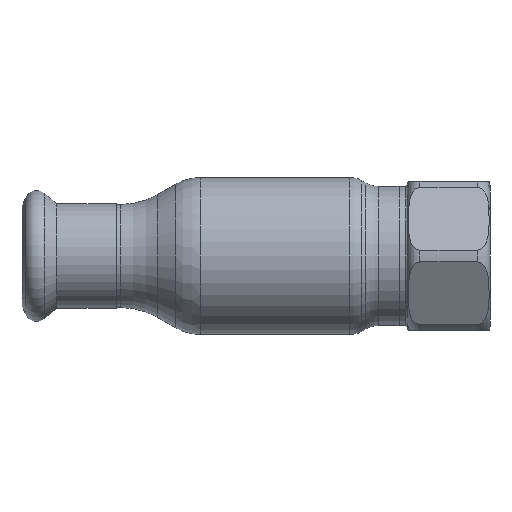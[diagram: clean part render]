
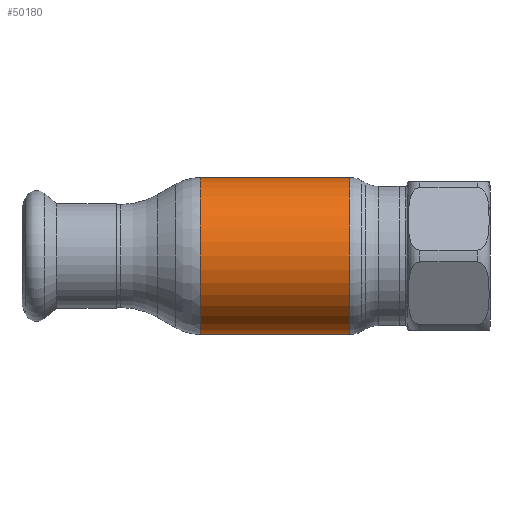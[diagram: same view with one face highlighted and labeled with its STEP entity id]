
A CAD part, front view. The second image highlights one B-rep face of the part: STEP entity #50180.
In plain terms, the highlighted cylindrical face has radius 19 mm (diameter 38 mm), a partial arc.
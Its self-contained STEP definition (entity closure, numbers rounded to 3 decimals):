
#1009 = AXIS2_PLACEMENT_3D ( 'NONE', #6133, #37253, #19684 ) ;
#2345 = DIRECTION ( 'NONE',  ( -1., 0., 0. ) ) ;
#3656 = EDGE_CURVE ( 'NONE', #7290, #39960, #5617, .T. ) ;
#3966 = VECTOR ( 'NONE', #9481, 1000. ) ;
#4100 = CARTESIAN_POINT ( 'NONE',  ( -18.035, 0., -19. ) ) ;
#4775 = CARTESIAN_POINT ( 'NONE',  ( 18.035, 0., 19. ) ) ;
#5087 = DIRECTION ( 'NONE',  ( -1., 0., 0. ) ) ;
#5091 = EDGE_CURVE ( 'NONE', #7290, #55449, #21334, .T. ) ;
#5617 = CIRCLE ( 'NONE', #1009, 19. ) ;
#6133 = CARTESIAN_POINT ( 'NONE',  ( 18.035, 0., 0. ) ) ;
#6376 = CARTESIAN_POINT ( 'NONE',  ( -18.035, 0., 0. ) ) ;
#6911 = ORIENTED_EDGE ( 'NONE', *, *, #3656, .T. ) ;
#7290 = VERTEX_POINT ( 'NONE', #27883 ) ;
#7870 = ORIENTED_EDGE ( 'NONE', *, *, #29360, .F. ) ;
#9481 = DIRECTION ( 'NONE',  ( -1., 0., 0. ) ) ;
#9723 = CYLINDRICAL_SURFACE ( 'NONE', #15371, 19. ) ;
#14350 = FACE_OUTER_BOUND ( 'NONE', #54726, .T. ) ;
#15371 = AXIS2_PLACEMENT_3D ( 'NONE', #36751, #5087, #27275 ) ;
#17002 = CARTESIAN_POINT ( 'NONE',  ( -62.69, 0., 19. ) ) ;
#18383 = VERTEX_POINT ( 'NONE', #40525 ) ;
#19684 = DIRECTION ( 'NONE',  ( 0., 0., 1. ) ) ;
#19937 = DIRECTION ( 'NONE',  ( 0., 0., 1. ) ) ;
#21334 = LINE ( 'NONE', #38910, #40620 ) ;
#24689 = DIRECTION ( 'NONE',  ( -1., 0., 0. ) ) ;
#26734 = LINE ( 'NONE', #17002, #3966 ) ;
#27275 = DIRECTION ( 'NONE',  ( 0., 0., 1. ) ) ;
#27882 = ORIENTED_EDGE ( 'NONE', *, *, #5091, .F. ) ;
#27883 = CARTESIAN_POINT ( 'NONE',  ( 18.035, 0., -19. ) ) ;
#29360 = EDGE_CURVE ( 'NONE', #55449, #18383, #43605, .T. ) ;
#36751 = CARTESIAN_POINT ( 'NONE',  ( -62.69, 0., 0. ) ) ;
#37253 = DIRECTION ( 'NONE',  ( -1., 0., 0. ) ) ;
#38910 = CARTESIAN_POINT ( 'NONE',  ( -62.69, 0., -19. ) ) ;
#39960 = VERTEX_POINT ( 'NONE', #4775 ) ;
#40525 = CARTESIAN_POINT ( 'NONE',  ( -18.035, 0., 19. ) ) ;
#40620 = VECTOR ( 'NONE', #24689, 1000. ) ;
#43605 = CIRCLE ( 'NONE', #53761, 19. ) ;
#50180 = ADVANCED_FACE ( 'NONE', ( #14350 ), #9723, .T. ) ;
#50675 = ORIENTED_EDGE ( 'NONE', *, *, #53440, .T. ) ;
#53440 = EDGE_CURVE ( 'NONE', #39960, #18383, #26734, .T. ) ;
#53761 = AXIS2_PLACEMENT_3D ( 'NONE', #6376, #2345, #19937 ) ;
#54726 = EDGE_LOOP ( 'NONE', ( #27882, #6911, #50675, #7870 ) ) ;
#55449 = VERTEX_POINT ( 'NONE', #4100 ) ;
